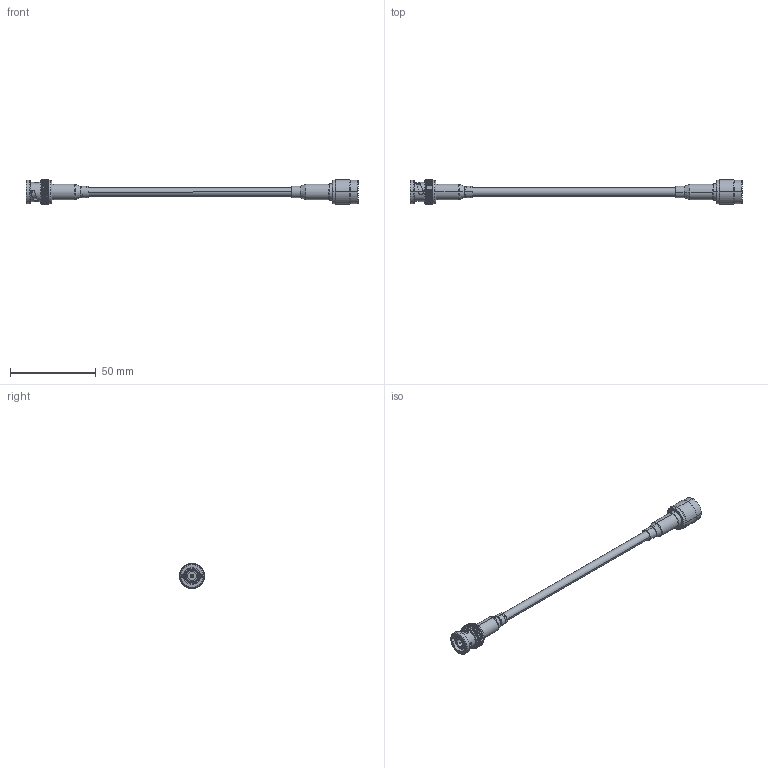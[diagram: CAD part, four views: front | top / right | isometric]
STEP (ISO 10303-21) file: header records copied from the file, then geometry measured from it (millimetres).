
FILE_DESCRIPTION (( 'STEP AP214' ), '1' );
FILE_NAME ('PE36068_3D.STEP', '2022-04-05T17:32:44', ( '' ), ( '' ), 'SwSTEP 2.0', 'SolidWorks 2021', '' );
FILE_SCHEMA (( 'AUTOMOTIVE_DESIGN' ));
Length unit declared in the file: inch
Products named in the file (7): PE44804_Crimped; PE36068_3D; TC-200-BM-X_body_with flange; TC-200-BM-X_ferrule_Crimped; Heat Shrink^PE36068_.75" Long; TC-200-BM-X_Crimped; PE-C200^PE36068
Assembly tree (7 placements, depth 3):
  PE36068_3D
    TC-200-BM-X_Crimped
      TC-200-BM-X_body_with flange
      TC-200-BM-X_ferrule_Crimped
    PE44804_Crimped
    PE-C200^PE36068
    Heat Shrink^PE36068_.75" Long  x2
Bounding box: 193.31 x 14.49 x 14.5 mm (x, y, z)
Volume: 7141.3 mm3; surface area: 9933.2 mm2
Topology: 6 solids, 7 shells, 648 faces, 1706 edges, 1091 vertices
Faces by surface type: cylinder 271, plane 243, cone 83, bspline 31, torus 18, sphere 2
Entity records: 25775 total; most frequent: CARTESIAN_POINT 10751, ORIENTED_EDGE 3320, DIRECTION 2425, EDGE_CURVE 1660, VERTEX_POINT 1067, AXIS2_PLACEMENT_3D 899, B_SPLINE_CURVE_WITH_KNOTS 724, EDGE_LOOP 655
